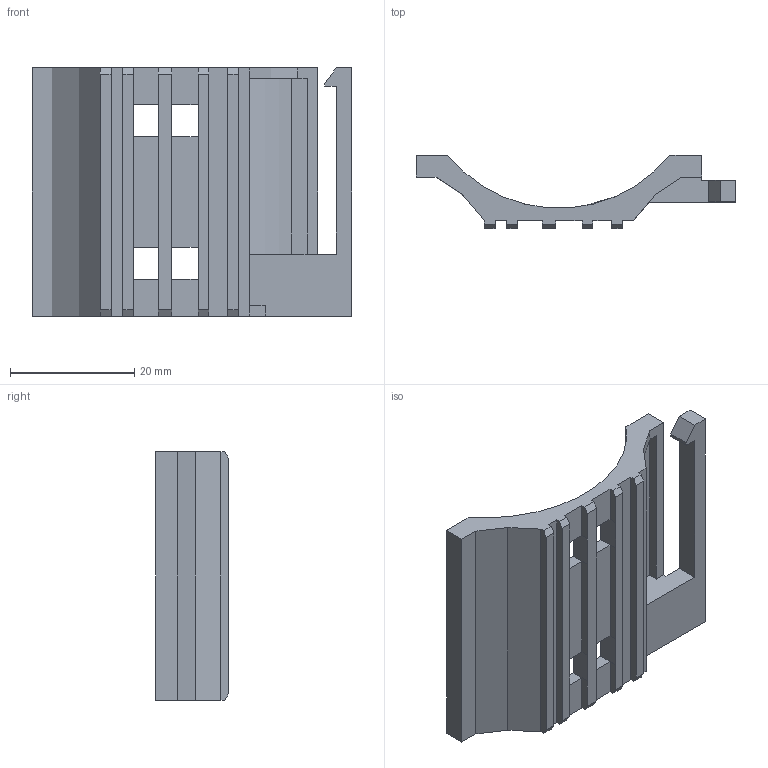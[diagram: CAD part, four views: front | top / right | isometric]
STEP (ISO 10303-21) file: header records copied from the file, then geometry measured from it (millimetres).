
FILE_DESCRIPTION (( 'STEP AP214' ), '1' );
FILE_NAME ('1198046.stp', '2019-02-11T14:37:53', ( '' ), ( '' ), 'SwSTEP 2.0', 'SolidWorks 2018', '' );
FILE_SCHEMA (( 'AUTOMOTIVE_DESIGN' ));
Length unit declared in the file: millimetre
Products named in the file (1): 1198046
Bounding box: 51.5 x 11.75 x 40 mm (x, y, z)
Volume: 6994.3 mm3; surface area: 5973.8 mm2
Topology: 1 solids, 1 shells, 87 faces, 249 edges, 160 vertices
Faces by surface type: plane 85, cylinder 2
Entity records: 2813 total; most frequent: CARTESIAN_POINT 521, ORIENTED_EDGE 498, DIRECTION 421, EDGE_CURVE 249, LINE 237, VECTOR 237, VERTEX_POINT 160, AXIS2_PLACEMENT_3D 92
